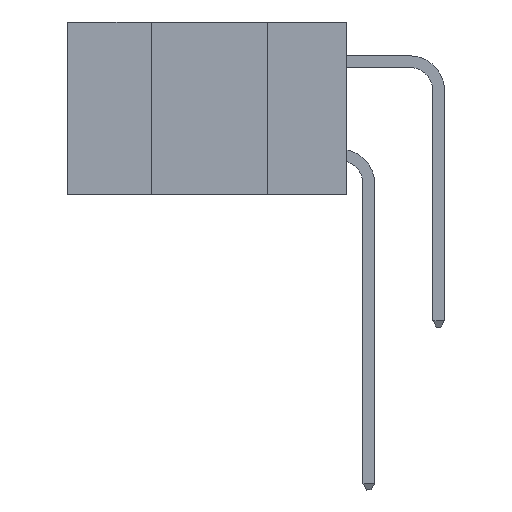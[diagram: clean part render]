
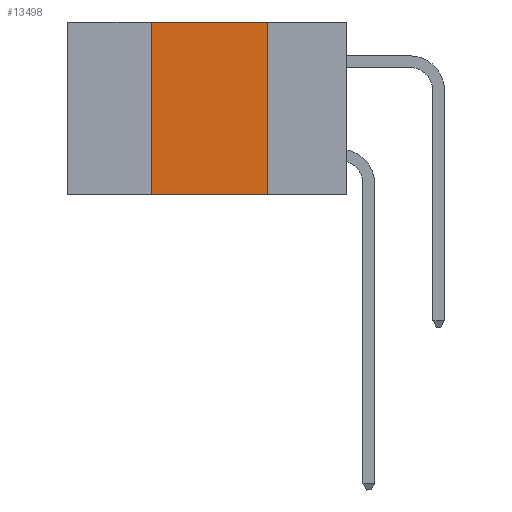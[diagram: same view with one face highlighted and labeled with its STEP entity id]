
A CAD part, left-side view. The second image highlights one B-rep face of the part: STEP entity #13498.
In plain terms, the highlighted planar face has unit normal (-1, 0, 0).
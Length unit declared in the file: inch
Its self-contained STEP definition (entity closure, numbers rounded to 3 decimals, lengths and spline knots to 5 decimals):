
#565 = VECTOR ( 'NONE', #3925, 39.37008 ) ;
#611 = CARTESIAN_POINT ( 'NONE',  ( 0., 0.6, -0.37 ) ) ;
#1371 = VERTEX_POINT ( 'NONE', #14534 ) ;
#3287 = CARTESIAN_POINT ( 'NONE',  ( 0., 0.17, 0. ) ) ;
#3925 = DIRECTION ( 'NONE',  ( 0., -1., 0. ) ) ;
#3978 = ORIENTED_EDGE ( 'NONE', *, *, #8363, .T. ) ;
#5528 = CARTESIAN_POINT ( 'NONE',  ( 0., 0.42, 0. ) ) ;
#5722 = CARTESIAN_POINT ( 'NONE',  ( 0., 0.17, 0. ) ) ;
#6173 = EDGE_CURVE ( 'NONE', #15241, #7339, #14545, .T. ) ;
#7339 = VERTEX_POINT ( 'NONE', #21481 ) ;
#7820 = EDGE_CURVE ( 'NONE', #1371, #11049, #19818, .T. ) ;
#8363 = EDGE_CURVE ( 'NONE', #1371, #7339, #16437, .T. ) ;
#8599 = PLANE ( 'NONE',  #22564 ) ;
#10598 = ORIENTED_EDGE ( 'NONE', *, *, #7820, .F. ) ;
#10963 = DIRECTION ( 'NONE',  ( 0., 0., -1. ) ) ;
#11049 = VERTEX_POINT ( 'NONE', #5528 ) ;
#11254 = LINE ( 'NONE', #12648, #565 ) ;
#12648 = CARTESIAN_POINT ( 'NONE',  ( 0., 0.6, 0. ) ) ;
#12675 = DIRECTION ( 'NONE',  ( 0., 0., 1. ) ) ;
#13498 = ADVANCED_FACE ( 'NONE', ( #22461 ), #8599, .F. ) ;
#13936 = DIRECTION ( 'NONE',  ( 0., 0., -1. ) ) ;
#14534 = CARTESIAN_POINT ( 'NONE',  ( 0., 0.42, -0.37 ) ) ;
#14545 = LINE ( 'NONE', #5722, #14910 ) ;
#14792 = VECTOR ( 'NONE', #12675, 39.37008 ) ;
#14910 = VECTOR ( 'NONE', #10963, 39.37008 ) ;
#15241 = VERTEX_POINT ( 'NONE', #3287 ) ;
#15572 = ORIENTED_EDGE ( 'NONE', *, *, #18736, .F. ) ;
#15659 = CARTESIAN_POINT ( 'NONE',  ( 0., 0.6, 0. ) ) ;
#16437 = LINE ( 'NONE', #611, #17139 ) ;
#17139 = VECTOR ( 'NONE', #21511, 39.37008 ) ;
#17511 = DIRECTION ( 'NONE',  ( 1., 0., 0. ) ) ;
#17721 = ORIENTED_EDGE ( 'NONE', *, *, #6173, .F. ) ;
#17868 = CARTESIAN_POINT ( 'NONE',  ( 0., 0.42, 0. ) ) ;
#18736 = EDGE_CURVE ( 'NONE', #11049, #15241, #11254, .T. ) ;
#19556 = EDGE_LOOP ( 'NONE', ( #17721, #15572, #10598, #3978 ) ) ;
#19818 = LINE ( 'NONE', #17868, #14792 ) ;
#21481 = CARTESIAN_POINT ( 'NONE',  ( 0., 0.17, -0.37 ) ) ;
#21511 = DIRECTION ( 'NONE',  ( 0., -1., 0. ) ) ;
#22461 = FACE_OUTER_BOUND ( 'NONE', #19556, .T. ) ;
#22564 = AXIS2_PLACEMENT_3D ( 'NONE', #15659, #17511, #13936 ) ;
